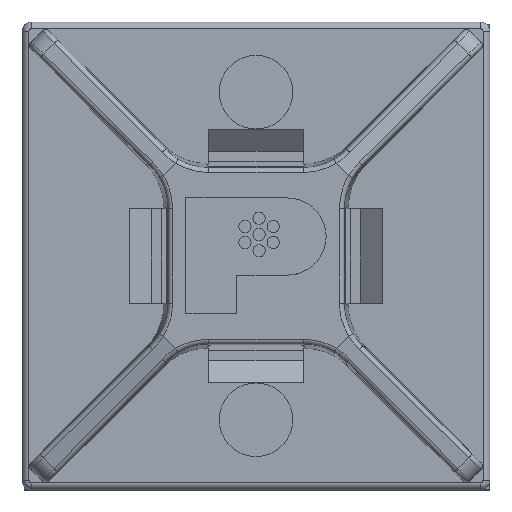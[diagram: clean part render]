
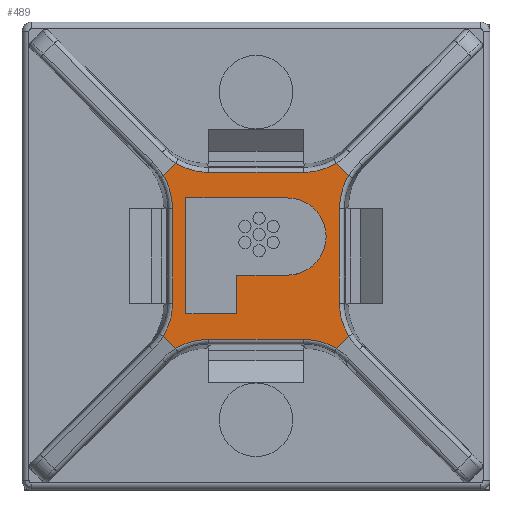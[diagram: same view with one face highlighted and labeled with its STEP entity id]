
A CAD part, top view. The second image highlights one B-rep face of the part: STEP entity #489.
In plain terms, the highlighted planar face has unit normal (0, 0, 1).
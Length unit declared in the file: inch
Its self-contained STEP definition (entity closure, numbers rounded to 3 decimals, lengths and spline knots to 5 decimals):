
#253=ELLIPSE('',#3466,0.13994,0.1393);
#254=ELLIPSE('',#3467,0.13994,0.1393);
#255=ELLIPSE('',#3468,0.13994,0.1393);
#256=ELLIPSE('',#3469,0.13994,0.1393);
#257=ELLIPSE('',#3470,0.13994,0.1393);
#258=ELLIPSE('',#3471,0.13994,0.1393);
#259=ELLIPSE('',#3472,0.13994,0.1393);
#260=ELLIPSE('',#3473,0.13994,0.1393);
#357=FACE_BOUND('',#967,.T.);
#386=CIRCLE('',#3463,0.08292);
#489=ADVANCED_FACE('',(#758,#357),#674,.T.);
#674=PLANE('',#3474);
#758=FACE_OUTER_BOUND('',#966,.T.);
#966=EDGE_LOOP('',(#1277,#1278,#1279,#1280,#1281,#1282,#1283,#1284,#1285,
#1286,#1287,#1288,#1289,#1290,#1291,#1292));
#967=EDGE_LOOP('',(#1293,#1294,#1295,#1296,#1297,#1298));
#1277=ORIENTED_EDGE('',*,*,#2501,.T.);
#1278=ORIENTED_EDGE('',*,*,#2502,.T.);
#1279=ORIENTED_EDGE('',*,*,#2503,.T.);
#1280=ORIENTED_EDGE('',*,*,#2504,.T.);
#1281=ORIENTED_EDGE('',*,*,#2505,.T.);
#1282=ORIENTED_EDGE('',*,*,#2506,.T.);
#1283=ORIENTED_EDGE('',*,*,#2507,.F.);
#1284=ORIENTED_EDGE('',*,*,#2508,.T.);
#1285=ORIENTED_EDGE('',*,*,#2509,.T.);
#1286=ORIENTED_EDGE('',*,*,#2510,.F.);
#1287=ORIENTED_EDGE('',*,*,#2511,.T.);
#1288=ORIENTED_EDGE('',*,*,#2512,.F.);
#1289=ORIENTED_EDGE('',*,*,#2513,.F.);
#1290=ORIENTED_EDGE('',*,*,#2514,.F.);
#1291=ORIENTED_EDGE('',*,*,#2515,.F.);
#1292=ORIENTED_EDGE('',*,*,#2516,.F.);
#1293=ORIENTED_EDGE('',*,*,#2492,.T.);
#1294=ORIENTED_EDGE('',*,*,#2490,.T.);
#1295=ORIENTED_EDGE('',*,*,#2500,.T.);
#1296=ORIENTED_EDGE('',*,*,#2498,.F.);
#1297=ORIENTED_EDGE('',*,*,#2496,.T.);
#1298=ORIENTED_EDGE('',*,*,#2494,.T.);
#2183=VERTEX_POINT('',#4897);
#2184=VERTEX_POINT('',#4899);
#2185=VERTEX_POINT('',#4903);
#2186=VERTEX_POINT('',#4907);
#2187=VERTEX_POINT('',#4911);
#2188=VERTEX_POINT('',#4915);
#2189=VERTEX_POINT('',#4921);
#2190=VERTEX_POINT('',#4922);
#2191=VERTEX_POINT('',#4924);
#2192=VERTEX_POINT('',#4926);
#2193=VERTEX_POINT('',#4928);
#2194=VERTEX_POINT('',#4930);
#2195=VERTEX_POINT('',#4932);
#2196=VERTEX_POINT('',#4934);
#2197=VERTEX_POINT('',#4936);
#2198=VERTEX_POINT('',#4938);
#2199=VERTEX_POINT('',#4940);
#2200=VERTEX_POINT('',#4942);
#2201=VERTEX_POINT('',#4944);
#2202=VERTEX_POINT('',#4946);
#2203=VERTEX_POINT('',#4948);
#2204=VERTEX_POINT('',#4950);
#2490=EDGE_CURVE('',#2184,#2183,#2933,.T.);
#2492=EDGE_CURVE('',#2185,#2184,#2935,.T.);
#2494=EDGE_CURVE('',#2186,#2185,#2937,.T.);
#2496=EDGE_CURVE('',#2187,#2186,#2939,.T.);
#2498=EDGE_CURVE('',#2187,#2188,#386,.T.);
#2500=EDGE_CURVE('',#2183,#2188,#2942,.T.);
#2501=EDGE_CURVE('',#2189,#2190,#2943,.T.);
#2502=EDGE_CURVE('',#2190,#2191,#253,.T.);
#2503=EDGE_CURVE('',#2191,#2192,#2944,.T.);
#2504=EDGE_CURVE('',#2192,#2193,#254,.T.);
#2505=EDGE_CURVE('',#2193,#2194,#2945,.T.);
#2506=EDGE_CURVE('',#2194,#2195,#255,.T.);
#2507=EDGE_CURVE('',#2196,#2195,#2946,.T.);
#2508=EDGE_CURVE('',#2196,#2197,#256,.T.);
#2509=EDGE_CURVE('',#2197,#2198,#2947,.T.);
#2510=EDGE_CURVE('',#2199,#2198,#257,.T.);
#2511=EDGE_CURVE('',#2199,#2200,#2948,.T.);
#2512=EDGE_CURVE('',#2201,#2200,#258,.T.);
#2513=EDGE_CURVE('',#2202,#2201,#2949,.T.);
#2514=EDGE_CURVE('',#2203,#2202,#259,.T.);
#2515=EDGE_CURVE('',#2204,#2203,#2950,.T.);
#2516=EDGE_CURVE('',#2189,#2204,#260,.T.);
#2933=LINE('',#4898,#3193);
#2935=LINE('',#4902,#3195);
#2937=LINE('',#4906,#3197);
#2939=LINE('',#4910,#3199);
#2942=LINE('',#4918,#3202);
#2943=LINE('',#4920,#3203);
#2944=LINE('',#4925,#3204);
#2945=LINE('',#4929,#3205);
#2946=LINE('',#4933,#3206);
#2947=LINE('',#4937,#3207);
#2948=LINE('',#4941,#3208);
#2949=LINE('',#4945,#3209);
#2950=LINE('',#4949,#3210);
#3193=VECTOR('',#3919,1.);
#3195=VECTOR('',#3923,1.);
#3197=VECTOR('',#3927,1.);
#3199=VECTOR('',#3931,1.);
#3202=VECTOR('',#3940,1.);
#3203=VECTOR('',#3943,1.);
#3204=VECTOR('',#3946,1.);
#3205=VECTOR('',#3949,1.);
#3206=VECTOR('',#3952,1.);
#3207=VECTOR('',#3955,1.);
#3208=VECTOR('',#3958,1.);
#3209=VECTOR('',#3961,1.);
#3210=VECTOR('',#3964,1.);
#3463=AXIS2_PLACEMENT_3D('',#4914,#3935,#3936);
#3466=AXIS2_PLACEMENT_3D('',#4923,#3944,#3945);
#3467=AXIS2_PLACEMENT_3D('',#4927,#3947,#3948);
#3468=AXIS2_PLACEMENT_3D('',#4931,#3950,#3951);
#3469=AXIS2_PLACEMENT_3D('',#4935,#3953,#3954);
#3470=AXIS2_PLACEMENT_3D('',#4939,#3956,#3957);
#3471=AXIS2_PLACEMENT_3D('',#4943,#3959,#3960);
#3472=AXIS2_PLACEMENT_3D('',#4947,#3962,#3963);
#3473=AXIS2_PLACEMENT_3D('',#4951,#3965,#3966);
#3474=AXIS2_PLACEMENT_3D('',#4952,#3967,#3968);
#3919=DIRECTION('',(0.,1.,0.));
#3923=DIRECTION('',(-1.,0.,0.));
#3927=DIRECTION('',(0.,-1.,0.));
#3931=DIRECTION('',(-1.,0.,0.));
#3935=DIRECTION('',(0.,0.,1.));
#3936=DIRECTION('',(1.,0.,0.));
#3940=DIRECTION('',(1.,0.,0.));
#3943=DIRECTION('',(1.,0.,0.));
#3944=DIRECTION('',(0.,0.,-1.));
#3945=DIRECTION('',(0.399,-0.917,0.));
#3946=DIRECTION('',(0.707,0.707,0.));
#3947=DIRECTION('',(0.,0.,-1.));
#3948=DIRECTION('',(-0.917,0.399,0.));
#3949=DIRECTION('',(0.,1.,0.));
#3950=DIRECTION('',(0.,0.,-1.));
#3951=DIRECTION('',(-0.917,-0.399,0.));
#3952=DIRECTION('',(0.707,-0.707,0.));
#3953=DIRECTION('',(0.,0.,-1.));
#3954=DIRECTION('',(0.399,0.917,0.));
#3955=DIRECTION('',(-1.,0.,0.));
#3956=DIRECTION('',(0.,0.,1.));
#3957=DIRECTION('',(-0.399,0.917,0.));
#3958=DIRECTION('',(-0.707,-0.707,0.));
#3959=DIRECTION('',(0.,0.,1.));
#3960=DIRECTION('',(0.917,-0.399,0.));
#3961=DIRECTION('',(0.,1.,0.));
#3962=DIRECTION('',(0.,0.,1.));
#3963=DIRECTION('',(0.917,0.399,0.));
#3964=DIRECTION('',(-0.707,0.707,0.));
#3965=DIRECTION('',(0.,0.,1.));
#3966=DIRECTION('',(-0.399,-0.917,0.));
#3967=DIRECTION('',(0.,0.,1.));
#3968=DIRECTION('',(-1.,0.,0.));
#4897=CARTESIAN_POINT('',(0.35195,0.62438,0.16482));
#4898=CARTESIAN_POINT('',(0.35195,0.37562,0.16482));
#4899=CARTESIAN_POINT('',(0.35195,0.37562,0.16482));
#4902=CARTESIAN_POINT('',(0.46105,0.37562,0.16482));
#4903=CARTESIAN_POINT('',(0.46105,0.37562,0.16482));
#4906=CARTESIAN_POINT('',(0.46105,0.45854,0.16482));
#4907=CARTESIAN_POINT('',(0.46105,0.45854,0.16482));
#4910=CARTESIAN_POINT('',(0.5156,0.45854,0.16482));
#4911=CARTESIAN_POINT('',(0.57016,0.45854,0.16482));
#4914=CARTESIAN_POINT('',(0.57016,0.54146,0.16482));
#4915=CARTESIAN_POINT('',(0.57016,0.62438,0.16482));
#4918=CARTESIAN_POINT('',(0.35195,0.62438,0.16482));
#4920=CARTESIAN_POINT('',(0.32101,0.32068,0.16482));
#4921=CARTESIAN_POINT('',(0.40093,0.32068,0.16482));
#4922=CARTESIAN_POINT('',(0.6041,0.32068,0.16482));
#4923=CARTESIAN_POINT('',(0.60456,0.18085,0.16482));
#4924=CARTESIAN_POINT('',(0.67528,0.30112,0.16482));
#4925=CARTESIAN_POINT('',(0.70512,0.33096,0.16482));
#4926=CARTESIAN_POINT('',(0.7014,0.32723,0.16482));
#4927=CARTESIAN_POINT('',(0.82166,0.39795,0.16482));
#4928=CARTESIAN_POINT('',(0.68183,0.39842,0.16482));
#4929=CARTESIAN_POINT('',(0.68183,0.3985,0.16482));
#4930=CARTESIAN_POINT('',(0.68183,0.60158,0.16482));
#4931=CARTESIAN_POINT('',(0.82166,0.60205,0.16482));
#4932=CARTESIAN_POINT('',(0.7014,0.67277,0.16482));
#4933=CARTESIAN_POINT('',(0.70512,0.66904,0.16482));
#4934=CARTESIAN_POINT('',(0.67528,0.69888,0.16482));
#4935=CARTESIAN_POINT('',(0.60456,0.81915,0.16482));
#4936=CARTESIAN_POINT('',(0.6041,0.67932,0.16482));
#4937=CARTESIAN_POINT('',(0.40905,0.67932,0.16482));
#4938=CARTESIAN_POINT('',(0.40093,0.67932,0.16482));
#4939=CARTESIAN_POINT('',(0.40046,0.81915,0.16482));
#4940=CARTESIAN_POINT('',(0.32974,0.69888,0.16482));
#4941=CARTESIAN_POINT('',(0.2999,0.66904,0.16482));
#4942=CARTESIAN_POINT('',(0.30363,0.67277,0.16482));
#4943=CARTESIAN_POINT('',(0.18336,0.60205,0.16482));
#4944=CARTESIAN_POINT('',(0.3232,0.60158,0.16482));
#4945=CARTESIAN_POINT('',(0.3232,0.3985,0.16482));
#4946=CARTESIAN_POINT('',(0.3232,0.39842,0.16482));
#4947=CARTESIAN_POINT('',(0.18336,0.39795,0.16482));
#4948=CARTESIAN_POINT('',(0.30363,0.32723,0.16482));
#4949=CARTESIAN_POINT('',(0.2999,0.33096,0.16482));
#4950=CARTESIAN_POINT('',(0.32974,0.30112,0.16482));
#4951=CARTESIAN_POINT('',(0.40046,0.18085,0.16482));
#4952=CARTESIAN_POINT('',(0.32101,0.64794,0.16482));
